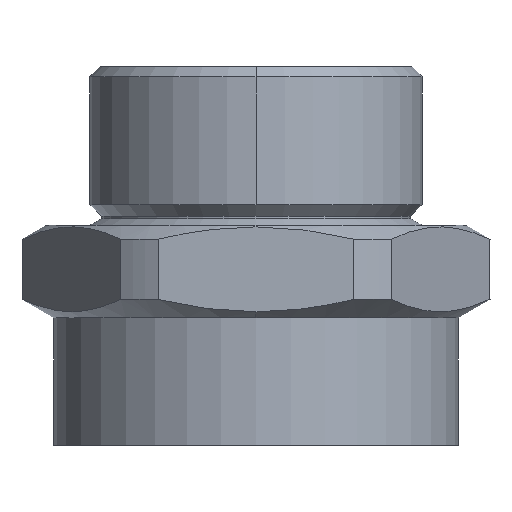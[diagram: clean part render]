
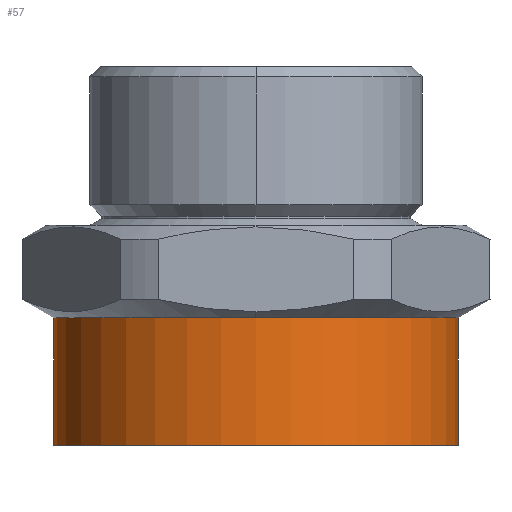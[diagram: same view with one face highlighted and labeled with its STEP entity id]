
A CAD part, left-side view. The second image highlights one B-rep face of the part: STEP entity #57.
In plain terms, the highlighted cylindrical face has radius 19.5 mm (diameter 39 mm), a partial arc.
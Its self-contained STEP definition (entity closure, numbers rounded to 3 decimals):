
#52 = DIRECTION ( 'NONE',  ( 0., 0., -1. ) ) ;
#57 = ADVANCED_FACE ( 'NONE', ( #639 ), #890, .T. ) ;
#76 = VERTEX_POINT ( 'NONE', #357 ) ;
#80 = DIRECTION ( 'NONE',  ( -1., 0., 0. ) ) ;
#123 = VERTEX_POINT ( 'NONE', #264 ) ;
#154 = VERTEX_POINT ( 'NONE', #1212 ) ;
#166 = ORIENTED_EDGE ( 'NONE', *, *, #926, .T. ) ;
#194 = LINE ( 'NONE', #207, #716 ) ;
#207 = CARTESIAN_POINT ( 'NONE',  ( 0., 19.5, 0. ) ) ;
#236 = CARTESIAN_POINT ( 'NONE',  ( 0., 0., 12.3 ) ) ;
#261 = EDGE_CURVE ( 'NONE', #76, #1316, #194, .T. ) ;
#264 = CARTESIAN_POINT ( 'NONE',  ( 0., -19.5, 12.3 ) ) ;
#295 = CARTESIAN_POINT ( 'NONE',  ( 0., -19.5, 0. ) ) ;
#340 = VECTOR ( 'NONE', #1229, 1000. ) ;
#341 = DIRECTION ( 'NONE',  ( -1., 0., 0. ) ) ;
#357 = CARTESIAN_POINT ( 'NONE',  ( 0., 19.5, 12.3 ) ) ;
#360 = CIRCLE ( 'NONE', #755, 19.5 ) ;
#433 = ORIENTED_EDGE ( 'NONE', *, *, #774, .F. ) ;
#498 = EDGE_LOOP ( 'NONE', ( #1149, #166, #1087, #1322, #433 ) ) ;
#560 = DIRECTION ( 'NONE',  ( 0., 1., 0. ) ) ;
#592 = CARTESIAN_POINT ( 'NONE',  ( 0., -19.5, 0. ) ) ;
#599 = AXIS2_PLACEMENT_3D ( 'NONE', #1199, #1286, #560 ) ;
#617 = CARTESIAN_POINT ( 'NONE',  ( 0., 19.5, 0. ) ) ;
#639 = FACE_OUTER_BOUND ( 'NONE', #498, .T. ) ;
#674 = CARTESIAN_POINT ( 'NONE',  ( 0., 0., 0. ) ) ;
#677 = EDGE_CURVE ( 'NONE', #154, #76, #360, .T. ) ;
#700 = DIRECTION ( 'NONE',  ( 0., 0., -1. ) ) ;
#716 = VECTOR ( 'NONE', #1169, 1000. ) ;
#747 = CIRCLE ( 'NONE', #795, 19.5 ) ;
#755 = AXIS2_PLACEMENT_3D ( 'NONE', #236, #975, #341 ) ;
#774 = EDGE_CURVE ( 'NONE', #1274, #1316, #779, .T. ) ;
#777 = DIRECTION ( 'NONE',  ( 0., 1., 0. ) ) ;
#779 = CIRCLE ( 'NONE', #1328, 19.5 ) ;
#795 = AXIS2_PLACEMENT_3D ( 'NONE', #1336, #700, #80 ) ;
#890 = CYLINDRICAL_SURFACE ( 'NONE', #599, 19.5 ) ;
#914 = EDGE_CURVE ( 'NONE', #123, #1274, #1154, .T. ) ;
#926 = EDGE_CURVE ( 'NONE', #123, #154, #747, .T. ) ;
#975 = DIRECTION ( 'NONE',  ( 0., 0., -1. ) ) ;
#1087 = ORIENTED_EDGE ( 'NONE', *, *, #677, .T. ) ;
#1149 = ORIENTED_EDGE ( 'NONE', *, *, #914, .F. ) ;
#1154 = LINE ( 'NONE', #592, #340 ) ;
#1169 = DIRECTION ( 'NONE',  ( 0., 0., -1. ) ) ;
#1199 = CARTESIAN_POINT ( 'NONE',  ( 0., 0., 0. ) ) ;
#1212 = CARTESIAN_POINT ( 'NONE',  ( -19.5, 0., 12.3 ) ) ;
#1229 = DIRECTION ( 'NONE',  ( 0., 0., -1. ) ) ;
#1274 = VERTEX_POINT ( 'NONE', #295 ) ;
#1286 = DIRECTION ( 'NONE',  ( 0., 0., -1. ) ) ;
#1316 = VERTEX_POINT ( 'NONE', #617 ) ;
#1322 = ORIENTED_EDGE ( 'NONE', *, *, #261, .T. ) ;
#1328 = AXIS2_PLACEMENT_3D ( 'NONE', #674, #52, #777 ) ;
#1336 = CARTESIAN_POINT ( 'NONE',  ( 0., 0., 12.3 ) ) ;
